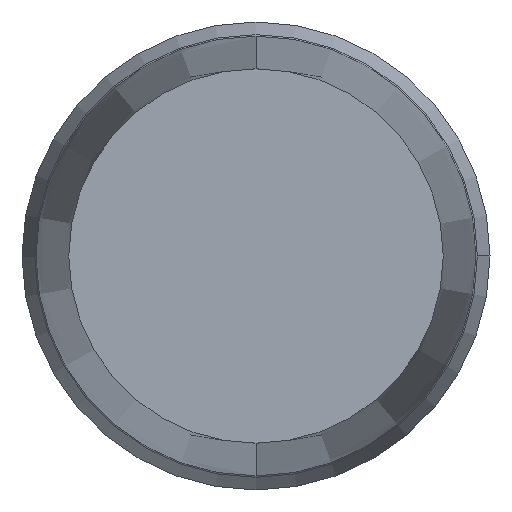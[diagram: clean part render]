
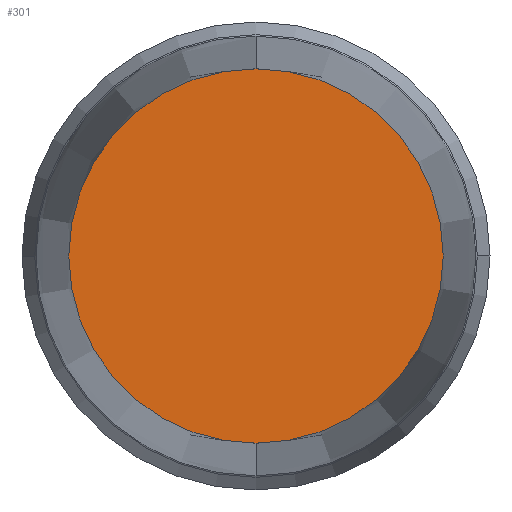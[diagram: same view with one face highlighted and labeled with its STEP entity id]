
A CAD part, front view. The second image highlights one B-rep face of the part: STEP entity #301.
In plain terms, the highlighted planar face has unit normal (0, -1, 0).
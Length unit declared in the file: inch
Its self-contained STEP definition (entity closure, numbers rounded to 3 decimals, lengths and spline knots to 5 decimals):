
#8 = AXIS2_PLACEMENT_3D ( 'NONE', #204, #99, #101 ) ;
#27 = DIRECTION ( 'NONE',  ( 0., 0., -1. ) ) ;
#39 = CARTESIAN_POINT ( 'NONE',  ( 0., 0., 0.125 ) ) ;
#54 = DIRECTION ( 'NONE',  ( 0., -1., 0. ) ) ;
#55 = PLANE ( 'NONE',  #8 ) ;
#87 = EDGE_CURVE ( 'NONE', #355, #344, #451, .T. ) ;
#99 = DIRECTION ( 'NONE',  ( 0., -1., 0. ) ) ;
#101 = DIRECTION ( 'NONE',  ( 0., 0., -1. ) ) ;
#107 = AXIS2_PLACEMENT_3D ( 'NONE', #343, #202, #27 ) ;
#119 = ORIENTED_EDGE ( 'NONE', *, *, #392, .T. ) ;
#136 = AXIS2_PLACEMENT_3D ( 'NONE', #277, #54, #241 ) ;
#148 = EDGE_LOOP ( 'NONE', ( #119, #385 ) ) ;
#156 = CARTESIAN_POINT ( 'NONE',  ( 0., 0., -0.125 ) ) ;
#183 = FACE_OUTER_BOUND ( 'NONE', #148, .T. ) ;
#202 = DIRECTION ( 'NONE',  ( 0., -1., 0. ) ) ;
#204 = CARTESIAN_POINT ( 'NONE',  ( 0., 0., 0. ) ) ;
#241 = DIRECTION ( 'NONE',  ( 0., 0., -1. ) ) ;
#277 = CARTESIAN_POINT ( 'NONE',  ( 0., 0., 0. ) ) ;
#301 = ADVANCED_FACE ( 'NONE', ( #183 ), #55, .T. ) ;
#343 = CARTESIAN_POINT ( 'NONE',  ( 0., 0., 0. ) ) ;
#344 = VERTEX_POINT ( 'NONE', #39 ) ;
#355 = VERTEX_POINT ( 'NONE', #156 ) ;
#385 = ORIENTED_EDGE ( 'NONE', *, *, #87, .T. ) ;
#392 = EDGE_CURVE ( 'NONE', #344, #355, #445, .T. ) ;
#445 = CIRCLE ( 'NONE', #107, 0.125 ) ;
#451 = CIRCLE ( 'NONE', #136, 0.125 ) ;
